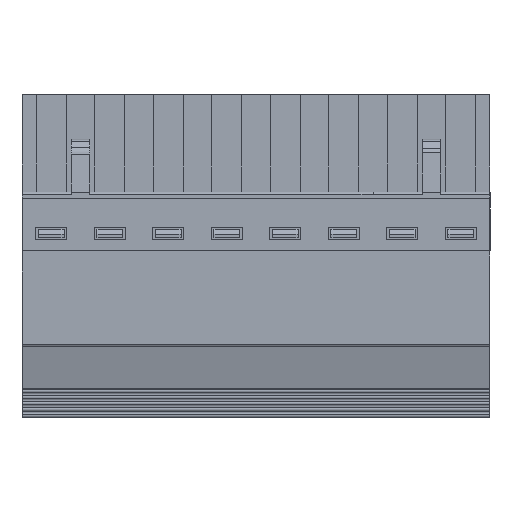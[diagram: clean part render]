
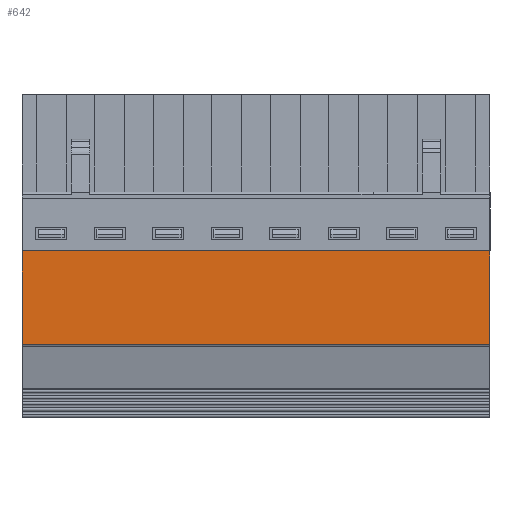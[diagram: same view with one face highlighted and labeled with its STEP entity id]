
A CAD part, front view. The second image highlights one B-rep face of the part: STEP entity #642.
In plain terms, the highlighted planar face has unit normal (0, -1, 0).
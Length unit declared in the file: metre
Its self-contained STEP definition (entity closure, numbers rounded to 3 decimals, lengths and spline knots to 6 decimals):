
#642=ADVANCED_FACE('',(#1775),#1776,.T.);
#1775=FACE_OUTER_BOUND('',#3505,.T.);
#1776=PLANE('',#3506);
#3505=EDGE_LOOP('',(#5434,#5435,#5436,#5437,#5438,#5439,#5440,#5441,#5442,#5443));
#3506=AXIS2_PLACEMENT_3D('',#5444,#5445,#5446);
#5434=ORIENTED_EDGE('',*,*,#9882,.T.);
#5435=ORIENTED_EDGE('',*,*,#9906,.T.);
#5436=ORIENTED_EDGE('',*,*,#9907,.F.);
#5437=ORIENTED_EDGE('',*,*,#9908,.T.);
#5438=ORIENTED_EDGE('',*,*,#9909,.T.);
#5439=ORIENTED_EDGE('',*,*,#9910,.T.);
#5440=ORIENTED_EDGE('',*,*,#9911,.F.);
#5441=ORIENTED_EDGE('',*,*,#9791,.F.);
#5442=ORIENTED_EDGE('',*,*,#9786,.T.);
#5443=ORIENTED_EDGE('',*,*,#9912,.T.);
#5444=CARTESIAN_POINT('',(0.01305,-0.035437,-0.075199));
#5445=DIRECTION('',(0.,-1.0,0.));
#5446=DIRECTION('',(0.,0.,1.0));
#9786=EDGE_CURVE('',#11618,#11616,#11619,.T.);
#9791=EDGE_CURVE('',#11618,#11625,#11626,.T.);
#9882=EDGE_CURVE('',#11766,#11764,#11767,.T.);
#9906=EDGE_CURVE('',#11764,#11803,#11804,.T.);
#9907=EDGE_CURVE('',#11805,#11803,#11806,.T.);
#9908=EDGE_CURVE('',#11805,#11807,#11808,.T.);
#9909=EDGE_CURVE('',#11807,#11809,#11810,.T.);
#9910=EDGE_CURVE('',#11809,#11811,#11812,.T.);
#9911=EDGE_CURVE('',#11625,#11811,#11813,.T.);
#9912=EDGE_CURVE('',#11616,#11766,#11814,.T.);
#11616=VERTEX_POINT('',#14299);
#11618=VERTEX_POINT('',#14302);
#11619=LINE('',#14303,#14304);
#11625=VERTEX_POINT('',#14313);
#11626=LINE('',#14314,#14315);
#11764=VERTEX_POINT('',#14500);
#11766=VERTEX_POINT('',#14503);
#11767=LINE('',#14504,#14505);
#11803=VERTEX_POINT('',#14542);
#11804=LINE('',#14543,#14544);
#11805=VERTEX_POINT('',#14545);
#11806=LINE('',#14546,#14547);
#11807=VERTEX_POINT('',#14548);
#11808=LINE('',#14549,#14550);
#11809=VERTEX_POINT('',#14551);
#11810=LINE('',#14552,#14553);
#11811=VERTEX_POINT('',#14554);
#11812=LINE('',#14555,#14556);
#11813=LINE('',#14557,#14558);
#11814=LINE('',#14559,#14560);
#14299=CARTESIAN_POINT('',(0.01305,-0.035437,-0.064424));
#14302=CARTESIAN_POINT('',(0.013054,-0.035437,-0.064424));
#14303=CARTESIAN_POINT('',(0.01305,-0.035437,-0.064424));
#14304=VECTOR('',#18088,1.0);
#14313=CARTESIAN_POINT('',(0.013054,-0.035437,-0.067526));
#14314=CARTESIAN_POINT('',(0.013054,-0.035437,-0.075199));
#14315=VECTOR('',#18092,1.0);
#14500=CARTESIAN_POINT('',(0.053052,-0.035437,-0.076626));
#14503=CARTESIAN_POINT('',(0.01305,-0.035437,-0.076626));
#14504=CARTESIAN_POINT('',(0.077814,-0.035437,-0.076626));
#14505=VECTOR('',#18201,1.0);
#14542=CARTESIAN_POINT('',(0.053052,-0.035437,-0.067526));
#14543=CARTESIAN_POINT('',(0.053052,-0.035437,-0.075199));
#14544=VECTOR('',#18239,1.0);
#14545=CARTESIAN_POINT('',(0.051947,-0.035437,-0.067526));
#14546=CARTESIAN_POINT('',(-0.02695,-0.035437,-0.067526));
#14547=VECTOR('',#18240,1.0);
#14548=CARTESIAN_POINT('',(0.051947,-0.035437,-0.068613));
#14549=CARTESIAN_POINT('',(0.051947,-0.035437,-0.075199));
#14550=VECTOR('',#18241,1.0);
#14551=CARTESIAN_POINT('',(0.014153,-0.035437,-0.068613));
#14552=CARTESIAN_POINT('',(0.01305,-0.035437,-0.068613));
#14553=VECTOR('',#18242,1.0);
#14554=CARTESIAN_POINT('',(0.014153,-0.035437,-0.067526));
#14555=CARTESIAN_POINT('',(0.014153,-0.035437,-0.075199));
#14556=VECTOR('',#18243,1.0);
#14557=CARTESIAN_POINT('',(0.01305,-0.035437,-0.067526));
#14558=VECTOR('',#18244,1.0);
#14559=CARTESIAN_POINT('',(0.01305,-0.035437,-0.075199));
#14560=VECTOR('',#18245,1.0);
#18088=DIRECTION('',(-1.0,0.,0.));
#18092=DIRECTION('',(0.,0.,-1.0));
#18201=DIRECTION('',(1.0,0.,0.));
#18239=DIRECTION('',(0.,0.,1.0));
#18240=DIRECTION('',(1.0,0.,0.));
#18241=DIRECTION('',(0.,0.,-1.0));
#18242=DIRECTION('',(-1.0,0.,0.));
#18243=DIRECTION('',(0.,0.,1.0));
#18244=DIRECTION('',(1.0,0.,0.));
#18245=DIRECTION('',(0.,0.,-1.0));
